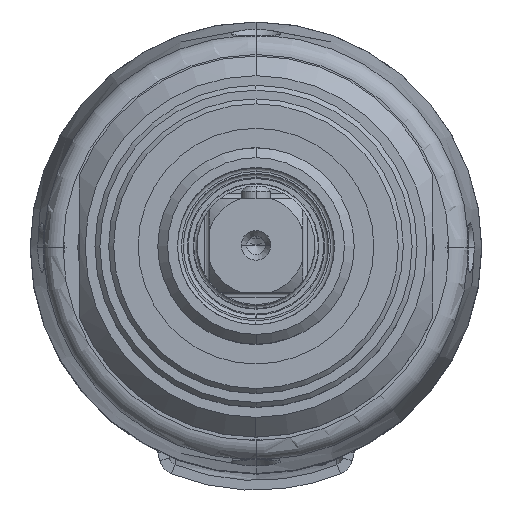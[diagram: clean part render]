
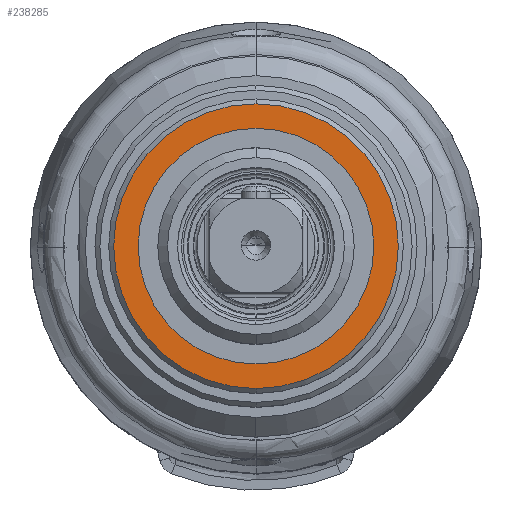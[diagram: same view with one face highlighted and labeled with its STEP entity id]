
A CAD part, top view. The second image highlights one B-rep face of the part: STEP entity #238285.
In plain terms, the highlighted planar face has unit normal (0, 0, 1).
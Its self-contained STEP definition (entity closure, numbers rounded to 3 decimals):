
#236863=CARTESIAN_POINT('',(0.,0.,64.6));
#236864=DIRECTION('',(0.,0.,1.));
#236865=DIRECTION('',(0.,1.,0.));
#236866=AXIS2_PLACEMENT_3D('',#236863,#236864,#236865);
#236871=CARTESIAN_POINT('',(0.,0.,64.6));
#236872=DIRECTION('',(0.,0.,1.));
#236873=DIRECTION('',(0.,-1.,0.));
#236874=AXIS2_PLACEMENT_3D('',#236871,#236872,#236873);
#236879=CARTESIAN_POINT('',(0.,0.,64.6));
#236880=DIRECTION('',(0.,0.,1.));
#236881=DIRECTION('',(0.,1.,0.));
#236882=AXIS2_PLACEMENT_3D('',#236879,#236880,#236881);
#236909=CARTESIAN_POINT('',(0.,0.,64.6));
#236910=DIRECTION('',(0.,0.,1.));
#236911=DIRECTION('',(0.,-1.,0.));
#236912=AXIS2_PLACEMENT_3D('',#236909,#236910,#236911);
#237385=CARTESIAN_POINT('',(0.,12.,64.6));
#237386=CARTESIAN_POINT('',(0.,-12.,64.6));
#237387=VERTEX_POINT('',#237385);
#237388=VERTEX_POINT('',#237386);
#237437=CARTESIAN_POINT('',(0.,-14.5,64.6));
#237438=CARTESIAN_POINT('',(0.,14.5,64.6));
#237439=VERTEX_POINT('',#237437);
#237440=VERTEX_POINT('',#237438);
#238269=CARTESIAN_POINT('',(0.,0.,64.6));
#238270=DIRECTION('',(0.,0.,-1.));
#238271=DIRECTION('',(0.,-1.,0.));
#238272=AXIS2_PLACEMENT_3D('',#238269,#238270,#238271);
#238273=PLANE('',#238272);
#238275=ORIENTED_EDGE('',*,*,#238274,.F.);
#238277=ORIENTED_EDGE('',*,*,#238276,.F.);
#238278=EDGE_LOOP('',(#238275,#238277));
#238279=FACE_OUTER_BOUND('',#238278,.F.);
#238281=ORIENTED_EDGE('',*,*,#238280,.T.);
#238282=ORIENTED_EDGE('',*,*,#238252,.T.);
#238283=EDGE_LOOP('',(#238281,#238282));
#238284=FACE_BOUND('',#238283,.F.);
#238285=ADVANCED_FACE('',(#238279,#238284),#238273,.F.);
#236867=CIRCLE('',#236866,12.);
#236875=CIRCLE('',#236874,12.);
#236883=CIRCLE('',#236882,14.5);
#236913=CIRCLE('',#236912,14.5);
#238252=EDGE_CURVE('',#237388,#237387,#236875,.T.);
#238274=EDGE_CURVE('',#237440,#237439,#236883,.T.);
#238276=EDGE_CURVE('',#237439,#237440,#236913,.T.);
#238280=EDGE_CURVE('',#237387,#237388,#236867,.T.);
